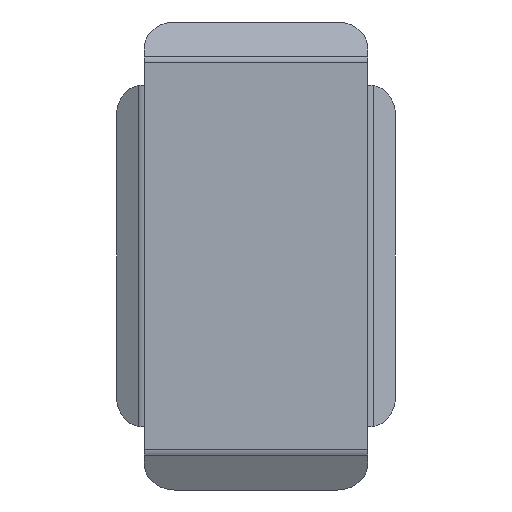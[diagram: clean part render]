
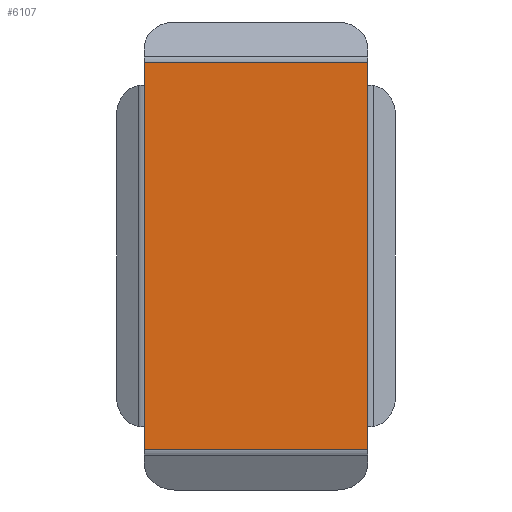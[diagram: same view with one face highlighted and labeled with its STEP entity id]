
A CAD part, front view. The second image highlights one B-rep face of the part: STEP entity #6107.
In plain terms, the highlighted face is planar.
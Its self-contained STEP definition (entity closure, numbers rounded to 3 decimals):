
#922=FACE_OUTER_BOUND('',#1375,.T.);
#1375=EDGE_LOOP('',(#5114,#5115,#5116,#5117,#5118,#5119,#5120,#5121,#5122,
#5123,#5124,#5125,#5126,#5127,#5128,#5129,#5130,#5131,#5132,#5133));
#1716=LINE('',#13223,#2012);
#1717=LINE('',#13225,#2013);
#1718=LINE('',#13227,#2014);
#1719=LINE('',#13229,#2015);
#1720=LINE('',#13231,#2016);
#1721=LINE('',#13233,#2017);
#1722=LINE('',#13235,#2018);
#1723=LINE('',#13237,#2019);
#1724=LINE('',#13239,#2020);
#1725=LINE('',#13241,#2021);
#1726=LINE('',#13243,#2022);
#1727=LINE('',#13245,#2023);
#1728=LINE('',#13247,#2024);
#1729=LINE('',#13249,#2025);
#1730=LINE('',#13251,#2026);
#1731=LINE('',#13253,#2027);
#1732=LINE('',#13255,#2028);
#1733=LINE('',#13257,#2029);
#1734=LINE('',#13259,#2030);
#1735=LINE('',#13260,#2031);
#2012=VECTOR('',#8406,10.);
#2013=VECTOR('',#8407,10.);
#2014=VECTOR('',#8408,10.);
#2015=VECTOR('',#8409,10.);
#2016=VECTOR('',#8410,10.);
#2017=VECTOR('',#8411,10.);
#2018=VECTOR('',#8412,10.);
#2019=VECTOR('',#8413,10.);
#2020=VECTOR('',#8414,10.);
#2021=VECTOR('',#8415,10.);
#2022=VECTOR('',#8416,10.);
#2023=VECTOR('',#8417,10.);
#2024=VECTOR('',#8418,10.);
#2025=VECTOR('',#8419,10.);
#2026=VECTOR('',#8420,10.);
#2027=VECTOR('',#8421,10.);
#2028=VECTOR('',#8422,10.);
#2029=VECTOR('',#8423,10.);
#2030=VECTOR('',#8424,10.);
#2031=VECTOR('',#8425,10.);
#2895=VERTEX_POINT('',#13221);
#2896=VERTEX_POINT('',#13222);
#2897=VERTEX_POINT('',#13224);
#2898=VERTEX_POINT('',#13226);
#2899=VERTEX_POINT('',#13228);
#2900=VERTEX_POINT('',#13230);
#2901=VERTEX_POINT('',#13232);
#2902=VERTEX_POINT('',#13234);
#2903=VERTEX_POINT('',#13236);
#2904=VERTEX_POINT('',#13238);
#2905=VERTEX_POINT('',#13240);
#2906=VERTEX_POINT('',#13242);
#2907=VERTEX_POINT('',#13244);
#2908=VERTEX_POINT('',#13246);
#2909=VERTEX_POINT('',#13248);
#2910=VERTEX_POINT('',#13250);
#2911=VERTEX_POINT('',#13252);
#2912=VERTEX_POINT('',#13254);
#2913=VERTEX_POINT('',#13256);
#2914=VERTEX_POINT('',#13258);
#3663=EDGE_CURVE('',#2895,#2896,#1716,.T.);
#3664=EDGE_CURVE('',#2896,#2897,#1717,.T.);
#3665=EDGE_CURVE('',#2897,#2898,#1718,.T.);
#3666=EDGE_CURVE('',#2898,#2899,#1719,.T.);
#3667=EDGE_CURVE('',#2899,#2900,#1720,.T.);
#3668=EDGE_CURVE('',#2900,#2901,#1721,.T.);
#3669=EDGE_CURVE('',#2901,#2902,#1722,.T.);
#3670=EDGE_CURVE('',#2902,#2903,#1723,.T.);
#3671=EDGE_CURVE('',#2903,#2904,#1724,.T.);
#3672=EDGE_CURVE('',#2904,#2905,#1725,.T.);
#3673=EDGE_CURVE('',#2905,#2906,#1726,.T.);
#3674=EDGE_CURVE('',#2906,#2907,#1727,.T.);
#3675=EDGE_CURVE('',#2907,#2908,#1728,.T.);
#3676=EDGE_CURVE('',#2908,#2909,#1729,.T.);
#3677=EDGE_CURVE('',#2909,#2910,#1730,.T.);
#3678=EDGE_CURVE('',#2910,#2911,#1731,.T.);
#3679=EDGE_CURVE('',#2911,#2912,#1732,.T.);
#3680=EDGE_CURVE('',#2912,#2913,#1733,.T.);
#3681=EDGE_CURVE('',#2913,#2914,#1734,.T.);
#3682=EDGE_CURVE('',#2914,#2895,#1735,.T.);
#5114=ORIENTED_EDGE('',*,*,#3663,.T.);
#5115=ORIENTED_EDGE('',*,*,#3664,.T.);
#5116=ORIENTED_EDGE('',*,*,#3665,.T.);
#5117=ORIENTED_EDGE('',*,*,#3666,.T.);
#5118=ORIENTED_EDGE('',*,*,#3667,.T.);
#5119=ORIENTED_EDGE('',*,*,#3668,.T.);
#5120=ORIENTED_EDGE('',*,*,#3669,.T.);
#5121=ORIENTED_EDGE('',*,*,#3670,.T.);
#5122=ORIENTED_EDGE('',*,*,#3671,.T.);
#5123=ORIENTED_EDGE('',*,*,#3672,.T.);
#5124=ORIENTED_EDGE('',*,*,#3673,.T.);
#5125=ORIENTED_EDGE('',*,*,#3674,.T.);
#5126=ORIENTED_EDGE('',*,*,#3675,.T.);
#5127=ORIENTED_EDGE('',*,*,#3676,.T.);
#5128=ORIENTED_EDGE('',*,*,#3677,.T.);
#5129=ORIENTED_EDGE('',*,*,#3678,.T.);
#5130=ORIENTED_EDGE('',*,*,#3679,.T.);
#5131=ORIENTED_EDGE('',*,*,#3680,.T.);
#5132=ORIENTED_EDGE('',*,*,#3681,.T.);
#5133=ORIENTED_EDGE('',*,*,#3682,.T.);
#5766=PLANE('',#6866);
#6107=ADVANCED_FACE('',(#922),#5766,.F.);
#6866=AXIS2_PLACEMENT_3D('',#13220,#8404,#8405);
#8404=DIRECTION('center_axis',(0.,0.,1.));
#8405=DIRECTION('ref_axis',(1.,0.,0.));
#8406=DIRECTION('',(0.,-1.,0.));
#8407=DIRECTION('',(-1.,0.,0.));
#8408=DIRECTION('',(0.,1.,0.));
#8409=DIRECTION('',(1.,0.,0.));
#8410=DIRECTION('',(0.,-1.,0.));
#8411=DIRECTION('',(1.,0.,0.));
#8412=DIRECTION('',(0.,1.,0.));
#8413=DIRECTION('',(1.,0.,0.));
#8414=DIRECTION('',(0.,-1.,0.));
#8415=DIRECTION('',(1.,0.,0.));
#8416=DIRECTION('',(0.,1.,0.));
#8417=DIRECTION('',(1.,0.,0.));
#8418=DIRECTION('',(0.,-1.,0.));
#8419=DIRECTION('',(-1.,0.,0.));
#8420=DIRECTION('',(0.,1.,0.));
#8421=DIRECTION('',(-1.,0.,0.));
#8422=DIRECTION('',(0.,-1.,0.));
#8423=DIRECTION('',(-1.,0.,0.));
#8424=DIRECTION('',(0.,1.,0.));
#8425=DIRECTION('',(-1.,0.,0.));
#13220=CARTESIAN_POINT('Origin',(80.35,29.,0.));
#13221=CARTESIAN_POINT('',(-115.01,-74.99,0.));
#13222=CARTESIAN_POINT('',(-115.01,-75.,0.));
#13223=CARTESIAN_POINT('',(-115.01,-37.495,0.));
#13224=CARTESIAN_POINT('',(-130.,-75.,0.));
#13225=CARTESIAN_POINT('',(160.,-75.,0.));
#13226=CARTESIAN_POINT('',(-130.,75.,0.));
#13227=CARTESIAN_POINT('',(-130.,-37.5,0.));
#13228=CARTESIAN_POINT('',(-115.01,75.,0.));
#13229=CARTESIAN_POINT('',(-160.,75.,0.));
#13230=CARTESIAN_POINT('',(-115.01,74.99,0.));
#13231=CARTESIAN_POINT('',(-115.01,39.013,0.));
#13232=CARTESIAN_POINT('',(-115.,74.99,0.));
#13233=CARTESIAN_POINT('',(-57.505,74.99,0.));
#13234=CARTESIAN_POINT('',(-115.,75.,0.));
#13235=CARTESIAN_POINT('',(-115.,37.495,0.));
#13236=CARTESIAN_POINT('',(115.,75.,0.));
#13237=CARTESIAN_POINT('',(-160.,75.,0.));
#13238=CARTESIAN_POINT('',(115.,74.99,0.));
#13239=CARTESIAN_POINT('',(115.,39.013,0.));
#13240=CARTESIAN_POINT('',(115.01,74.99,0.));
#13241=CARTESIAN_POINT('',(57.5,74.99,0.));
#13242=CARTESIAN_POINT('',(115.01,75.,0.));
#13243=CARTESIAN_POINT('',(115.01,37.495,0.));
#13244=CARTESIAN_POINT('',(130.,75.,0.));
#13245=CARTESIAN_POINT('',(-160.,75.,0.));
#13246=CARTESIAN_POINT('',(130.,-75.,0.));
#13247=CARTESIAN_POINT('',(130.,37.5,0.));
#13248=CARTESIAN_POINT('',(115.01,-75.,0.));
#13249=CARTESIAN_POINT('',(160.,-75.,0.));
#13250=CARTESIAN_POINT('',(115.01,-74.99,0.));
#13251=CARTESIAN_POINT('',(115.01,-39.013,0.));
#13252=CARTESIAN_POINT('',(115.,-74.99,0.));
#13253=CARTESIAN_POINT('',(57.505,-74.99,0.));
#13254=CARTESIAN_POINT('',(115.,-75.,0.));
#13255=CARTESIAN_POINT('',(115.,-37.495,0.));
#13256=CARTESIAN_POINT('',(-115.,-75.,0.));
#13257=CARTESIAN_POINT('',(160.,-75.,0.));
#13258=CARTESIAN_POINT('',(-115.,-74.99,0.));
#13259=CARTESIAN_POINT('',(-115.,-39.013,0.));
#13260=CARTESIAN_POINT('',(-57.5,-74.99,0.));
